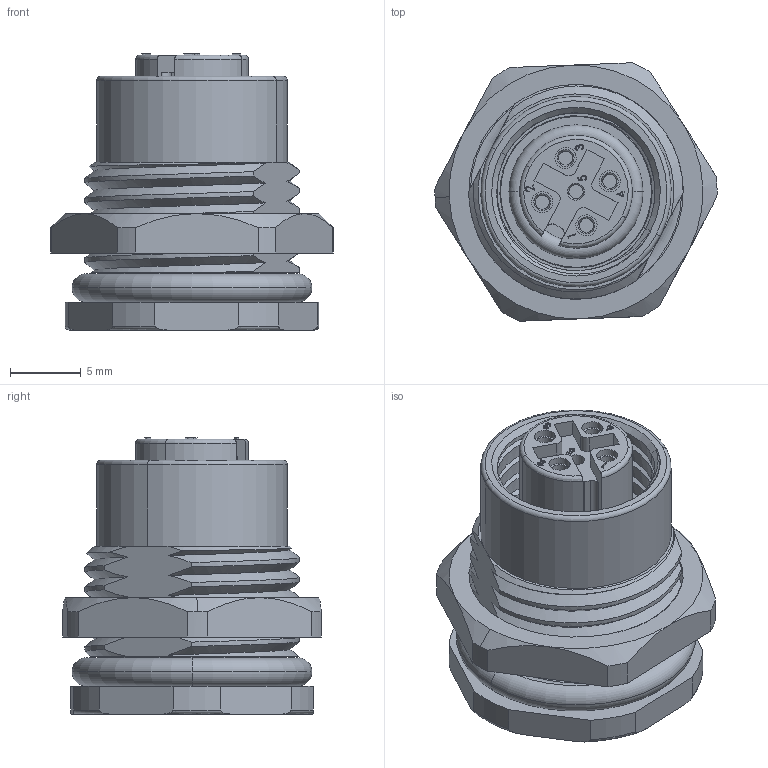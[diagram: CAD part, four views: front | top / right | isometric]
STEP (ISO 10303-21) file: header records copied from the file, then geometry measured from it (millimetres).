
FILE_DESCRIPTION (( 'STEP AP203' ), '1' );
FILE_NAME ('FEK51-.STEP', '2019-03-13T01:39:37', ( 'User' ), ( 'china' ), 'SwSTEP 2.0', 'SolidWorks 2012', '' );
FILE_SCHEMA (( 'CONFIG_CONTROL_DESIGN' ));
Length unit declared in the file: millimetre
Products named in the file (8): FEK51-; M12插孔（法兰用）-20160415; O型圈-9X1; O型圈; M12-A扣5芯孔座（法兰用）; M12-Pg9ヶ坶踡蹟譫; O型圈-15X2; M12-Pg9謂釱ヶ坶踡楊擘
Assembly tree (11 placements, depth 2):
  FEK51-
    M12-Pg9謂釱ヶ坶踡楊擘
    O型圈-15X2
    M12-Pg9ヶ坶踡蹟譫
    M12-A扣5芯孔座（法兰用）
    O型圈
    O型圈-9X1
    M12插孔（法兰用）-20160415  x5
Bounding box: 20 x 18.32 x 19.6 mm (x, y, z)
Volume: 2466.5 mm3; surface area: 4635.6 mm2
Topology: 11 solids, 11 shells, 487 faces, 1213 edges, 794 vertices
Faces by surface type: plane 199, cylinder 179, bspline 53, torus 31, cone 25
Entity records: 18310 total; most frequent: CARTESIAN_POINT 9165, ORIENTED_EDGE 1802, DIRECTION 1599, EDGE_CURVE 901, AXIS2_PLACEMENT_3D 597, VERTEX_POINT 586, VECTOR 405, LINE 405
